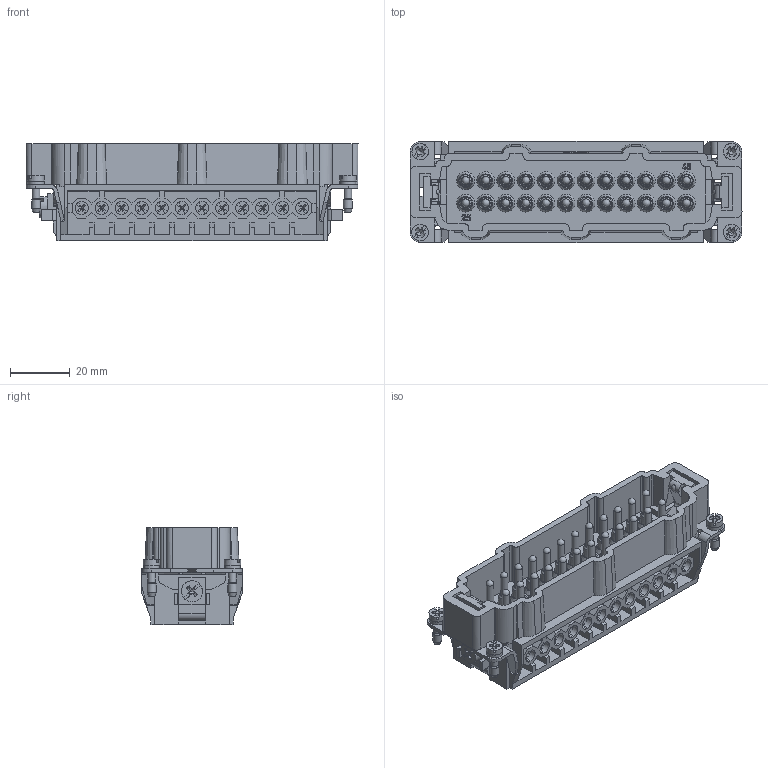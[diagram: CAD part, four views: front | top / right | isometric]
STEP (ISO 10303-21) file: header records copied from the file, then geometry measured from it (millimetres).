
FILE_DESCRIPTION(/* description */ (''),/* implementation_level */ '2;1');
FILE_NAME(/* name */ '100095289ugm000_e.stp',/* time_stamp */ '2019-04-15T15:17:16+02:00',/* author */ (''),/* organization */ (''),/* preprocessor_version */ 'ST-DEVELOPER v16.7',/* originating_system */ 'SIEMENS PLM Software NX 12.0',/* authorisation */ '');
FILE_SCHEMA (('AUTOMOTIVE_DESIGN { 1 0 10303 214 3 1 1 1 }'));
Products named in the file (1): 100095289ugm000_e
Bounding box: 110.85 x 33.9 x 32.42 mm (x, y, z)
Volume: 47294.6 mm3; surface area: 37866 mm2
Topology: 1 solids, 1 shells, 3423 faces, 9740 edges, 6674 vertices
Faces by surface type: plane 2005, bspline 572, cylinder 442, cone 243, extrusion 134, sphere 26, torus 1
Full cylindrical faces by diameter (mm): 0.911 x1, 1.077 x1, 2.438 x2, 2.5 x30, 3 x4, 3.2 x25, 5.3 x4, 5.5 x4, 7 x1
Entity records: 152154 total; most frequent: CARTESIAN_POINT 52911, ORIENTED_EDGE 18300, DIRECTION 14316, EDGE_CURVE 9150, VERTEX_POINT 6120, VECTOR 5684, LINE 5550, AXIS2_PLACEMENT_3D 4316
